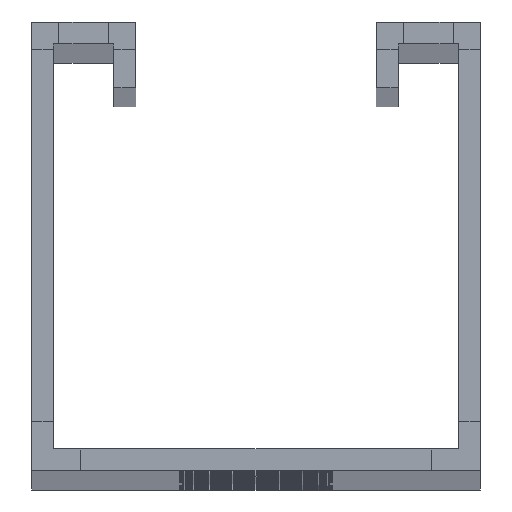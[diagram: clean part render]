
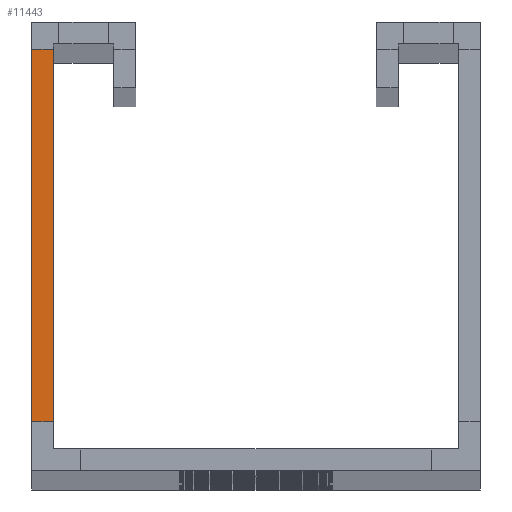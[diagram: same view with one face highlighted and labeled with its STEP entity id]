
A CAD part, top view. The second image highlights one B-rep face of the part: STEP entity #11443.
In plain terms, the highlighted planar face has unit normal (0, 0, 1).
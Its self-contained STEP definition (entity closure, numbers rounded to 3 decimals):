
#141 = VECTOR ( 'NONE', #2051, 1000. ) ;
#363 = CARTESIAN_POINT ( 'NONE',  ( -18.5, 38.5, 1000. ) ) ;
#1148 = CARTESIAN_POINT ( 'NONE',  ( -18.5, 4.5, 1000. ) ) ;
#1187 = VECTOR ( 'NONE', #5567, 1000. ) ;
#1933 = CARTESIAN_POINT ( 'NONE',  ( -20.5, 4.5, 1000. ) ) ;
#2051 = DIRECTION ( 'NONE',  ( 0., -1., 0. ) ) ;
#2116 = DIRECTION ( 'NONE',  ( 1., 0., 0. ) ) ;
#2151 = EDGE_CURVE ( 'NONE', #10380, #4826, #11004, .T. ) ;
#2268 = VERTEX_POINT ( 'NONE', #10920 ) ;
#2294 = CARTESIAN_POINT ( 'NONE',  ( -20.5, 4.5, 1000. ) ) ;
#3727 = CARTESIAN_POINT ( 'NONE',  ( -18.5, 4.5, 1000. ) ) ;
#4060 = FACE_OUTER_BOUND ( 'NONE', #11256, .T. ) ;
#4119 = CARTESIAN_POINT ( 'NONE',  ( -20.5, 4.5, 1000. ) ) ;
#4280 = ORIENTED_EDGE ( 'NONE', *, *, #9524, .T. ) ;
#4826 = VERTEX_POINT ( 'NONE', #3727 ) ;
#4848 = VECTOR ( 'NONE', #7669, 1000. ) ;
#4930 = CARTESIAN_POINT ( 'NONE',  ( -16., 2., 1000. ) ) ;
#5356 = EDGE_CURVE ( 'NONE', #10380, #2268, #8562, .T. ) ;
#5459 = LINE ( 'NONE', #1933, #1187 ) ;
#5567 = DIRECTION ( 'NONE',  ( 0., -1., 0. ) ) ;
#6322 = VECTOR ( 'NONE', #9582, 1000. ) ;
#6793 = DIRECTION ( 'NONE',  ( 0., 0., 1. ) ) ;
#7669 = DIRECTION ( 'NONE',  ( -1., 0., 0. ) ) ;
#7833 = ORIENTED_EDGE ( 'NONE', *, *, #11788, .T. ) ;
#8562 = LINE ( 'NONE', #363, #4848 ) ;
#9120 = CARTESIAN_POINT ( 'NONE',  ( -18.5, 38.5, 1000. ) ) ;
#9335 = ORIENTED_EDGE ( 'NONE', *, *, #5356, .T. ) ;
#9478 = PLANE ( 'NONE',  #10474 ) ;
#9524 = EDGE_CURVE ( 'NONE', #11614, #4826, #10499, .T. ) ;
#9582 = DIRECTION ( 'NONE',  ( 1., 0., 0. ) ) ;
#10380 = VERTEX_POINT ( 'NONE', #9120 ) ;
#10474 = AXIS2_PLACEMENT_3D ( 'NONE', #4930, #6793, #2116 ) ;
#10499 = LINE ( 'NONE', #2294, #6322 ) ;
#10920 = CARTESIAN_POINT ( 'NONE',  ( -20.5, 38.5, 1000. ) ) ;
#11004 = LINE ( 'NONE', #1148, #141 ) ;
#11256 = EDGE_LOOP ( 'NONE', ( #7833, #4280, #11806, #9335 ) ) ;
#11443 = ADVANCED_FACE ( 'NONE', ( #4060 ), #9478, .T. ) ;
#11614 = VERTEX_POINT ( 'NONE', #4119 ) ;
#11788 = EDGE_CURVE ( 'NONE', #2268, #11614, #5459, .T. ) ;
#11806 = ORIENTED_EDGE ( 'NONE', *, *, #2151, .F. ) ;
